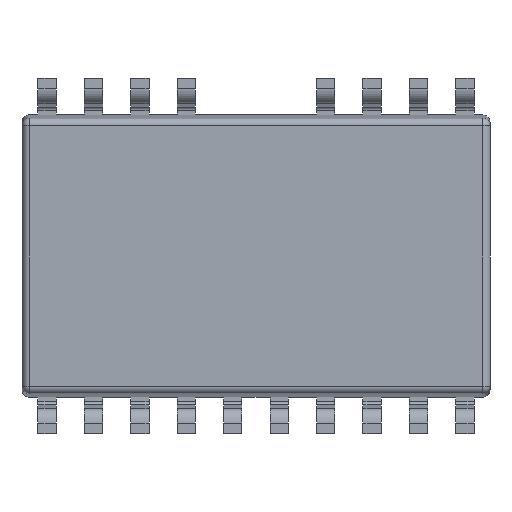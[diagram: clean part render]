
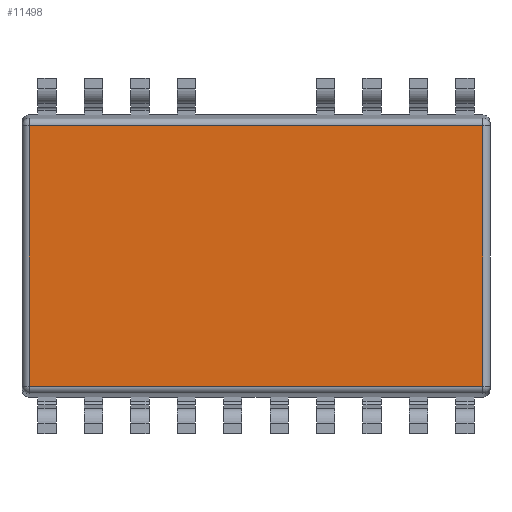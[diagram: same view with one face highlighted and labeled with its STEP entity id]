
A CAD part, front view. The second image highlights one B-rep face of the part: STEP entity #11498.
In plain terms, the highlighted planar face has unit normal (0, -1, 0).
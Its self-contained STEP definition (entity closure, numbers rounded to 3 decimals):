
#1236 = DIRECTION ( 'NONE',  ( -1., 0., 0. ) ) ;
#1860 = VECTOR ( 'NONE', #10574, 1000. ) ;
#2112 = VERTEX_POINT ( 'NONE', #7974 ) ;
#3248 = VECTOR ( 'NONE', #7674, 1000. ) ;
#4669 = CARTESIAN_POINT ( 'NONE',  ( 12.6, 0., -0.183 ) ) ;
#4845 = CARTESIAN_POINT ( 'NONE',  ( 0.2, 0., 0. ) ) ;
#4869 = VERTEX_POINT ( 'NONE', #5222 ) ;
#5016 = ORIENTED_EDGE ( 'NONE', *, *, #11428, .T. ) ;
#5222 = CARTESIAN_POINT ( 'NONE',  ( 12.6, 0., -7.317 ) ) ;
#5264 = LINE ( 'NONE', #8115, #7475 ) ;
#5792 = LINE ( 'NONE', #4669, #3248 ) ;
#6279 = VECTOR ( 'NONE', #7869, 1000. ) ;
#7033 = DIRECTION ( 'NONE',  ( 0., 0., 1. ) ) ;
#7205 = EDGE_CURVE ( 'NONE', #11402, #9419, #5264, .T. ) ;
#7475 = VECTOR ( 'NONE', #1236, 1000. ) ;
#7674 = DIRECTION ( 'NONE',  ( 0., 0., 1. ) ) ;
#7724 = CARTESIAN_POINT ( 'NONE',  ( 12.8, 0., 0. ) ) ;
#7869 = DIRECTION ( 'NONE',  ( 1., 0., 0. ) ) ;
#7974 = CARTESIAN_POINT ( 'NONE',  ( 0.2, 0., -7.317 ) ) ;
#7985 = PLANE ( 'NONE',  #10691 ) ;
#8115 = CARTESIAN_POINT ( 'NONE',  ( 12.8, 0., -0.183 ) ) ;
#8679 = LINE ( 'NONE', #4845, #1860 ) ;
#8748 = DIRECTION ( 'NONE',  ( 0., 1., 0. ) ) ;
#9154 = CARTESIAN_POINT ( 'NONE',  ( 0.2, 0., -0.183 ) ) ;
#9359 = EDGE_LOOP ( 'NONE', ( #9860, #9469, #5016, #9934 ) ) ;
#9419 = VERTEX_POINT ( 'NONE', #9154 ) ;
#9469 = ORIENTED_EDGE ( 'NONE', *, *, #10814, .T. ) ;
#9761 = CARTESIAN_POINT ( 'NONE',  ( 12.6, 0., -0.183 ) ) ;
#9860 = ORIENTED_EDGE ( 'NONE', *, *, #7205, .T. ) ;
#9876 = LINE ( 'NONE', #11879, #6279 ) ;
#9934 = ORIENTED_EDGE ( 'NONE', *, *, #11249, .T. ) ;
#10574 = DIRECTION ( 'NONE',  ( 0., 0., -1. ) ) ;
#10691 = AXIS2_PLACEMENT_3D ( 'NONE', #7724, #8748, #7033 ) ;
#10814 = EDGE_CURVE ( 'NONE', #9419, #2112, #8679, .T. ) ;
#11249 = EDGE_CURVE ( 'NONE', #4869, #11402, #5792, .T. ) ;
#11402 = VERTEX_POINT ( 'NONE', #9761 ) ;
#11428 = EDGE_CURVE ( 'NONE', #2112, #4869, #9876, .T. ) ;
#11498 = ADVANCED_FACE ( 'NONE', ( #11806 ), #7985, .F. ) ;
#11806 = FACE_OUTER_BOUND ( 'NONE', #9359, .T. ) ;
#11879 = CARTESIAN_POINT ( 'NONE',  ( 12.8, 0., -7.317 ) ) ;
